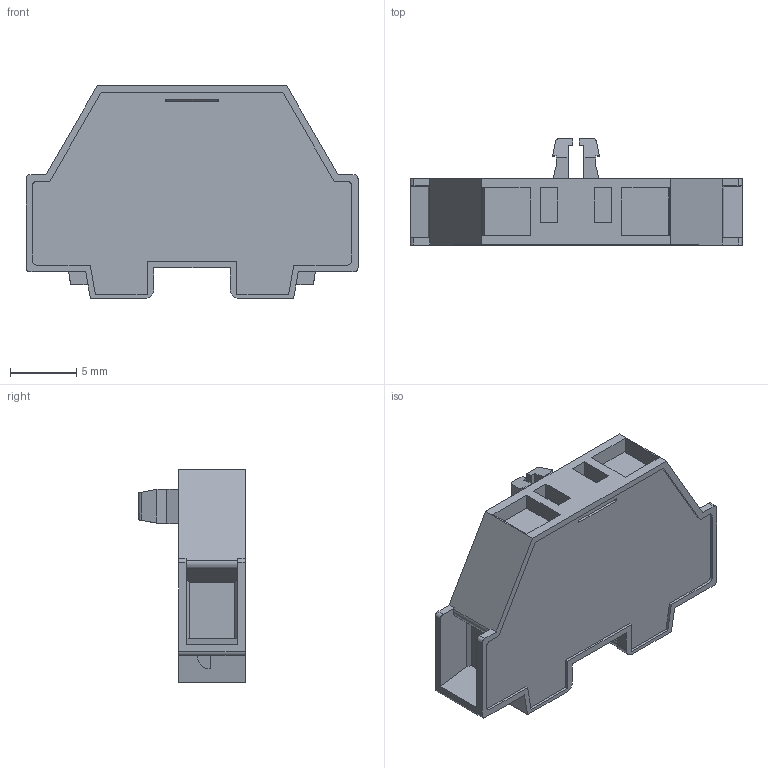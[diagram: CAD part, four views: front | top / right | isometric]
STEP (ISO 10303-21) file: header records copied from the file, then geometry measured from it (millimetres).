
FILE_DESCRIPTION( ( 'STEP AP214' ), '1' );
FILE_NAME( '零件1.stp', '2022-12-15T01:39:02', ( ' ' ), ( ' ' ), 'XStep 1.0', ' ', ' ' );
FILE_SCHEMA( ( 'CONFIG_CONTROL_DESIGN) ( )' ) );
Length unit declared in the file: metre
Products named in the file (1): 3
Bounding box: 25 x 8 x 16 mm (x, y, z)
Volume: 1361.9 mm3; surface area: 1256.2 mm2
Topology: 1 solids, 1 shells, 134 faces, 369 edges, 245 vertices
Faces by surface type: plane 114, cylinder 20
Entity records: 5299 total; most frequent: CARTESIAN_POINT 749, ORIENTED_EDGE 738, DIRECTION 681, EDGE_CURVE 369, LINE 327, VECTOR 327, VERTEX_POINT 245, AXIS2_PLACEMENT_3D 177
